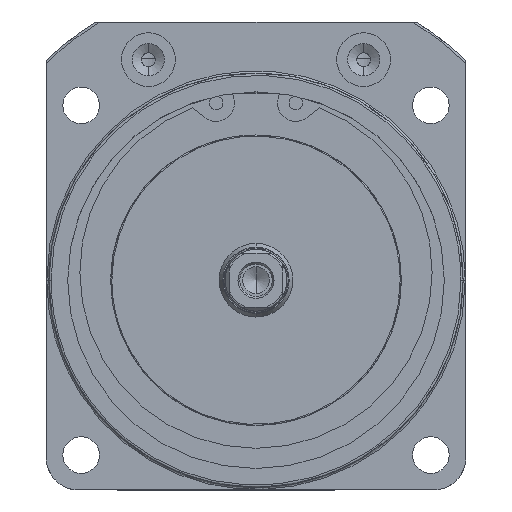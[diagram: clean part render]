
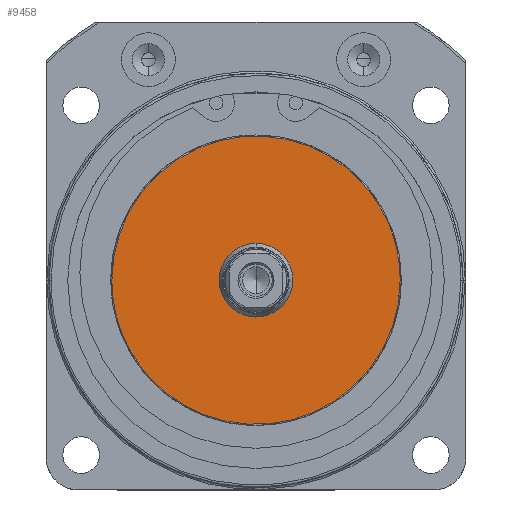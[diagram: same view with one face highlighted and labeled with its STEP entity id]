
A CAD part, front view. The second image highlights one B-rep face of the part: STEP entity #9458.
In plain terms, the highlighted planar face has unit normal (0, -1, 0).
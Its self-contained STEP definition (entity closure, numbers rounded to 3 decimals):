
#1080 = VERTEX_POINT ( 'NONE', #4533 ) ;
#1793 = CARTESIAN_POINT ( 'NONE',  ( -26.8, -127.7, 0. ) ) ;
#1794 = CARTESIAN_POINT ( 'NONE',  ( -26.8, -127.7, -53.6 ) ) ;
#1810 = CARTESIAN_POINT ( 'NONE',  ( 26.8, -127.7, -53.6 ) ) ;
#1818 = CARTESIAN_POINT ( 'NONE',  ( 26.8, -127.7, 0. ) ) ;
#2108 = EDGE_CURVE ( 'NONE', #9972, #9971, #9663, .T. ) ;
#2694 = AXIS2_PLACEMENT_3D ( 'NONE', #8235, #8240, #8241 ) ;
#2904 = EDGE_CURVE ( 'NONE', #9971, #9972, #9486, .T. ) ;
#3476 =( BOUNDED_CURVE ( )  B_SPLINE_CURVE ( 3, ( #12576, #12568, #12562, #12561 ),
 .UNSPECIFIED., .F., .T. ) 
 B_SPLINE_CURVE_WITH_KNOTS ( ( 4, 4 ),
 ( 0., 1. ),
 .UNSPECIFIED. ) 
 CURVE ( )  GEOMETRIC_REPRESENTATION_ITEM ( )  RATIONAL_B_SPLINE_CURVE ( ( 1., 0.333, 0.333, 1. ) ) 
 REPRESENTATION_ITEM ( '' )  );
#3482 =( BOUNDED_CURVE ( )  B_SPLINE_CURVE ( 3, ( #1818, #1810, #1794, #1793 ),
 .UNSPECIFIED., .F., .F. ) 
 B_SPLINE_CURVE_WITH_KNOTS ( ( 4, 4 ),
 ( 0., 1. ),
 .UNSPECIFIED. ) 
 CURVE ( )  GEOMETRIC_REPRESENTATION_ITEM ( )  RATIONAL_B_SPLINE_CURVE ( ( 1., 0.333, 0.333, 1. ) ) 
 REPRESENTATION_ITEM ( '' )  );
#3590 = EDGE_CURVE ( 'NONE', #1080, #10848, #3476, .T. ) ;
#3929 = EDGE_CURVE ( 'NONE', #10848, #1080, #3482, .T. ) ;
#4533 = CARTESIAN_POINT ( 'NONE',  ( -26.8, -127.7, 0. ) ) ;
#5506 = DIRECTION ( 'NONE',  ( 1., 0., 0. ) ) ;
#5507 = DIRECTION ( 'NONE',  ( 0., -1., 0. ) ) ;
#5508 = CARTESIAN_POINT ( 'NONE',  ( 0., -127.7, 0. ) ) ;
#6600 = FACE_OUTER_BOUND ( 'NONE', #11612, .T. ) ;
#6608 = FACE_BOUND ( 'NONE', #11618, .T. ) ;
#7587 = DIRECTION ( 'NONE',  ( 1., 0., 0. ) ) ;
#7588 = DIRECTION ( 'NONE',  ( 0., -1., 0. ) ) ;
#7589 = CARTESIAN_POINT ( 'NONE',  ( 0., -127.7, 0. ) ) ;
#8235 = CARTESIAN_POINT ( 'NONE',  ( -26.8, -127.7, 0. ) ) ;
#8238 = PLANE ( 'NONE',  #2694 ) ;
#8240 = DIRECTION ( 'NONE',  ( 0., 1., 0. ) ) ;
#8241 = DIRECTION ( 'NONE',  ( -1., 0., 0. ) ) ;
#8454 = CARTESIAN_POINT ( 'NONE',  ( 6.85, -127.7, 0. ) ) ;
#8456 = CARTESIAN_POINT ( 'NONE',  ( -6.85, -127.7, 0. ) ) ;
#8537 = CARTESIAN_POINT ( 'NONE',  ( 26.8, -127.7, 0. ) ) ;
#8767 = AXIS2_PLACEMENT_3D ( 'NONE', #5508, #5507, #5506 ) ;
#8863 = AXIS2_PLACEMENT_3D ( 'NONE', #7589, #7588, #7587 ) ;
#9458 = ADVANCED_FACE ( 'NONE', ( #6608, #6600 ), #8238, .F. ) ;
#9486 = CIRCLE ( 'NONE', #8863, 6.85 ) ;
#9663 = CIRCLE ( 'NONE', #8767, 6.85 ) ;
#9971 = VERTEX_POINT ( 'NONE', #8454 ) ;
#9972 = VERTEX_POINT ( 'NONE', #8456 ) ;
#10848 = VERTEX_POINT ( 'NONE', #8537 ) ;
#10916 = ORIENTED_EDGE ( 'NONE', *, *, #2904, .F. ) ;
#10918 = ORIENTED_EDGE ( 'NONE', *, *, #2108, .F. ) ;
#10920 = ORIENTED_EDGE ( 'NONE', *, *, #3929, .F. ) ;
#10925 = ORIENTED_EDGE ( 'NONE', *, *, #3590, .F. ) ;
#11612 = EDGE_LOOP ( 'NONE', ( #10920, #10925 ) ) ;
#11618 = EDGE_LOOP ( 'NONE', ( #10916, #10918 ) ) ;
#12561 = CARTESIAN_POINT ( 'NONE',  ( 26.8, -127.7, 0. ) ) ;
#12562 = CARTESIAN_POINT ( 'NONE',  ( 26.8, -127.7, 53.6 ) ) ;
#12568 = CARTESIAN_POINT ( 'NONE',  ( -26.8, -127.7, 53.6 ) ) ;
#12576 = CARTESIAN_POINT ( 'NONE',  ( -26.8, -127.7, 0. ) ) ;
